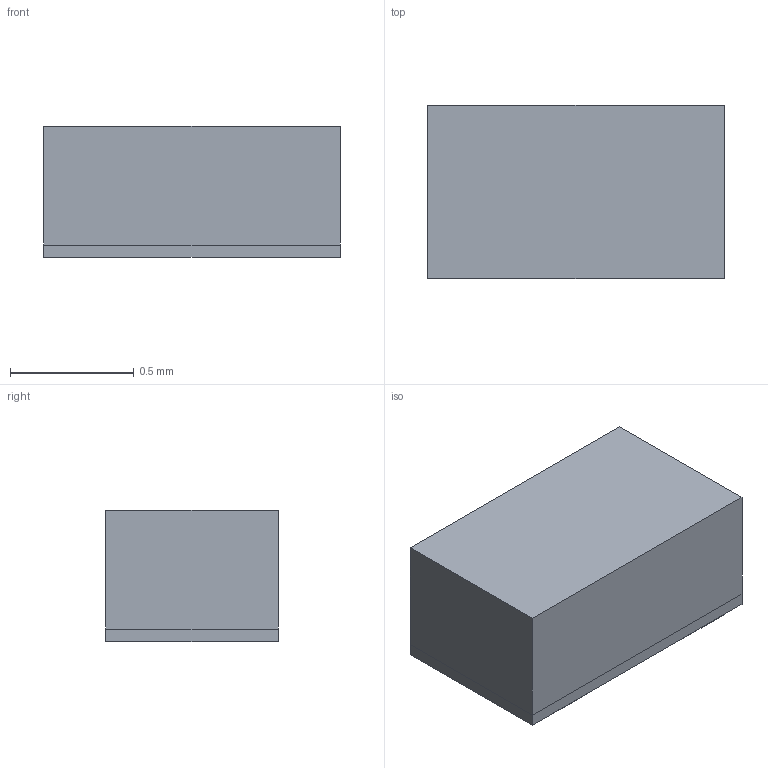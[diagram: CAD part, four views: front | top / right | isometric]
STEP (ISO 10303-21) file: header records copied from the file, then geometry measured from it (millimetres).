
FILE_DESCRIPTION (( 'STEP AP214' ), '1' );
FILE_NAME ('NFSWT03A.STEP', '2024-11-29T05:32:27', ( '' ), ( '' ), 'SwSTEP 2.0', 'SolidWorks 2022', '' );
FILE_SCHEMA (( 'AUTOMOTIVE_DESIGN' ));
Length unit declared in the file: millimetre
Products named in the file (4): Part2; Part3; NFSWT03A; Part1
Assembly tree (3 placements, depth 2):
  NFSWT03A
    Part1
    Part2
    Part3
Bounding box: 1.2 x 0.7 x 0.53 mm (x, y, z)
Volume: 0.4 mm3; surface area: 6.1 mm2
Topology: 4 solids, 4 shells, 36 faces, 84 edges, 56 vertices
Faces by surface type: plane 36
Entity records: 1237 total; most frequent: CARTESIAN_POINT 182, DIRECTION 168, ORIENTED_EDGE 168, EDGE_CURVE 84, VECTOR 84, LINE 84, VERTEX_POINT 56, AXIS2_PLACEMENT_3D 42
